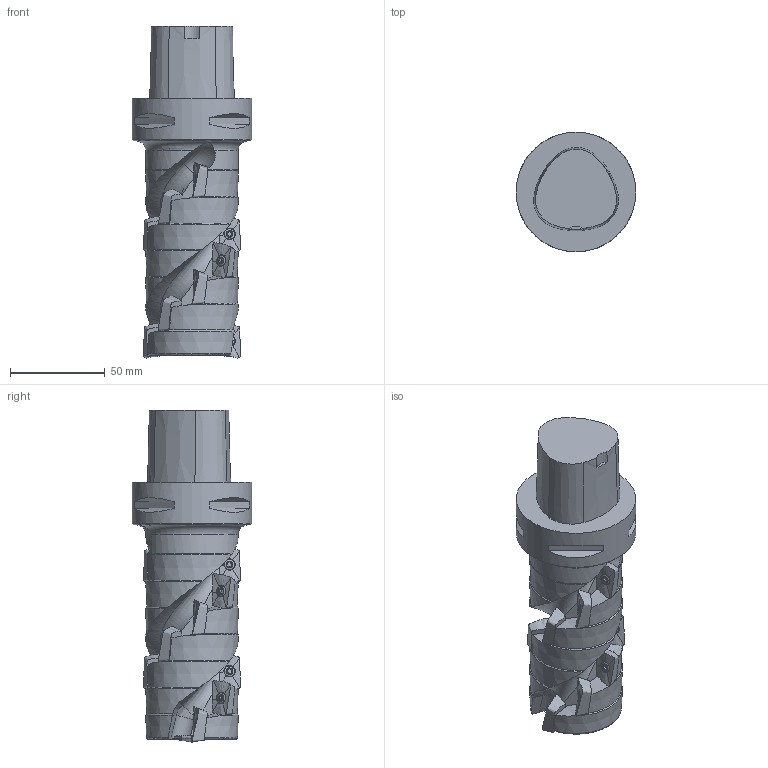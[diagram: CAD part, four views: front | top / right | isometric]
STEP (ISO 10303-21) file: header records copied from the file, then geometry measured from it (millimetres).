
FILE_DESCRIPTION(/* description */ (''),/* implementation_level */ '2;1');
FILE_NAME(/* name */ '1589281100343.stp',/* time_stamp */ '2020-05-12T16:29:24+06:00',/* author */ (''),/* organization */ ('SMS'),/* preprocessor_version */ 'ST-DEVELOPER v16.7',/* originating_system */ 'SIEMENS PLM Software NX 12.0',/* authorisation */ '');
FILE_SCHEMA (('AUTOMOTIVE_DESIGN { 1 0 10303 214 3 1 1 1 }'));
Products named in the file (4): ASSEMBLY_CONSTRUCTION; 202613866mod000_01; 202968952mod000_00; 202987547mod000_00
Assembly tree (16 placements, depth 2):
  202987547mod000_00
    202968952mod000_00
    202613866mod000_01  x14
    ASSEMBLY_CONSTRUCTION
Bounding box: 63 x 63 x 174.75 mm (x, y, z)
Volume: 290955.9 mm3; surface area: 46794 mm2
Topology: 15 solids, 15 shells, 575 faces, 1519 edges, 1055 vertices
Faces by surface type: extrusion 168, bspline 130, plane 91, cone 71, torus 63, cylinder 48, revolution 4
Full cylindrical faces by diameter (mm): 3.5 x14, 4.15 x14, 5.5 x14, 63 x1
Entity records: 53678 total; most frequent: CARTESIAN_POINT 42616, DIRECTION 2304, ORIENTED_EDGE 2088, EDGE_CURVE 1044, AXIS2_PLACEMENT_3D 967, VERTEX_POINT 755, EDGE_LOOP 573, ELLIPSE 534
